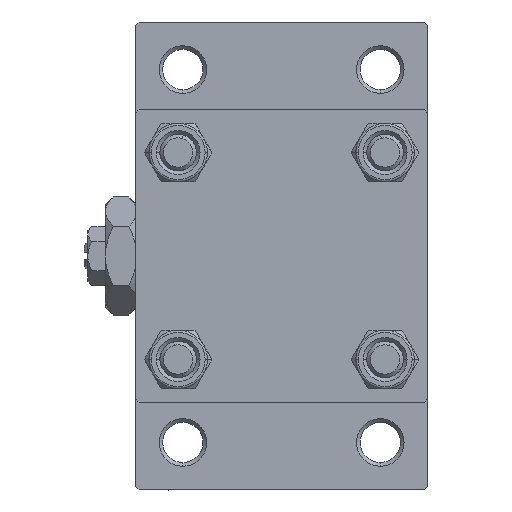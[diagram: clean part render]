
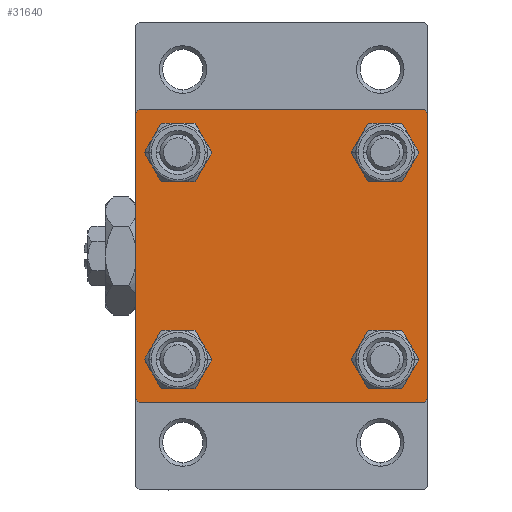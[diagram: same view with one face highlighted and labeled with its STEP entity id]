
A CAD part, left-side view. The second image highlights one B-rep face of the part: STEP entity #31640.
In plain terms, the highlighted planar face has unit normal (-1, 0, 0).
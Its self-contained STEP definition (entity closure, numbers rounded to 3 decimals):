
#443 = DIRECTION ( 'NONE',  ( 1., 0., 0. ) ) ;
#963 = CARTESIAN_POINT ( 'NONE',  ( 0., -14.15, 17.15 ) ) ;
#1185 = LINE ( 'NONE', #8886, #39981 ) ;
#1377 = DIRECTION ( 'NONE',  ( -1., 0., 0. ) ) ;
#1605 = AXIS2_PLACEMENT_3D ( 'NONE', #19015, #15289, #45567 ) ;
#2375 = ORIENTED_EDGE ( 'NONE', *, *, #34285, .T. ) ;
#2491 = ORIENTED_EDGE ( 'NONE', *, *, #38535, .T. ) ;
#2713 = LINE ( 'NONE', #33024, #46259 ) ;
#2783 = CIRCLE ( 'NONE', #13877, 3. ) ;
#2930 = DIRECTION ( 'NONE',  ( 0., 0., 1. ) ) ;
#2933 = DIRECTION ( 'NONE',  ( 1., 0., 0. ) ) ;
#3087 = ORIENTED_EDGE ( 'NONE', *, *, #23898, .T. ) ;
#3368 = EDGE_LOOP ( 'NONE', ( #2491, #7808 ) ) ;
#3458 = VERTEX_POINT ( 'NONE', #11129 ) ;
#3665 = DIRECTION ( 'NONE',  ( 0., 0., 1. ) ) ;
#3684 = DIRECTION ( 'NONE',  ( 0., 0., 1. ) ) ;
#4122 = DIRECTION ( 'NONE',  ( 0., 0., 1. ) ) ;
#4598 = DIRECTION ( 'NONE',  ( 0., 0., -1. ) ) ;
#5058 = VECTOR ( 'NONE', #18038, 1000. ) ;
#5089 = PLANE ( 'NONE',  #35984 ) ;
#5547 = EDGE_CURVE ( 'NONE', #26072, #6213, #31796, .T. ) ;
#6213 = VERTEX_POINT ( 'NONE', #8773 ) ;
#6424 = CARTESIAN_POINT ( 'NONE',  ( 0., 14.15, -11.15 ) ) ;
#6758 = VERTEX_POINT ( 'NONE', #963 ) ;
#7449 = DIRECTION ( 'NONE',  ( 1., 0., 0. ) ) ;
#7808 = ORIENTED_EDGE ( 'NONE', *, *, #12796, .T. ) ;
#8168 = EDGE_CURVE ( 'NONE', #15444, #23772, #2783, .T. ) ;
#8200 = VERTEX_POINT ( 'NONE', #12085 ) ;
#8773 = CARTESIAN_POINT ( 'NONE',  ( 0., 20., 19.5 ) ) ;
#8783 = CARTESIAN_POINT ( 'NONE',  ( 0., -19.5, -20. ) ) ;
#8886 = CARTESIAN_POINT ( 'NONE',  ( 0., 19.75, -19.75 ) ) ;
#9202 = DIRECTION ( 'NONE',  ( 0., 0.707, -0.707 ) ) ;
#9296 = CARTESIAN_POINT ( 'NONE',  ( 0., 19.5, 20. ) ) ;
#9843 = EDGE_CURVE ( 'NONE', #17992, #29857, #43143, .T. ) ;
#9937 = CARTESIAN_POINT ( 'NONE',  ( 0., 14.15, 17.15 ) ) ;
#9943 = ORIENTED_EDGE ( 'NONE', *, *, #8168, .T. ) ;
#9963 = CIRCLE ( 'NONE', #17072, 3. ) ;
#10653 = CARTESIAN_POINT ( 'NONE',  ( 0., -14.15, 14.15 ) ) ;
#10936 = VERTEX_POINT ( 'NONE', #9937 ) ;
#11129 = CARTESIAN_POINT ( 'NONE',  ( 0., -19.5, 20. ) ) ;
#11236 = VERTEX_POINT ( 'NONE', #18973 ) ;
#12058 = EDGE_CURVE ( 'NONE', #26072, #3458, #39927, .T. ) ;
#12065 = FACE_BOUND ( 'NONE', #40562, .T. ) ;
#12085 = CARTESIAN_POINT ( 'NONE',  ( 0., 20., -19.5 ) ) ;
#12223 = EDGE_CURVE ( 'NONE', #11236, #6758, #44139, .T. ) ;
#12312 = VECTOR ( 'NONE', #17075, 1000. ) ;
#12796 = EDGE_CURVE ( 'NONE', #15967, #43306, #48106, .T. ) ;
#13360 = DIRECTION ( 'NONE',  ( 0., -1., 0. ) ) ;
#13877 = AXIS2_PLACEMENT_3D ( 'NONE', #25778, #2933, #3665 ) ;
#13991 = CARTESIAN_POINT ( 'NONE',  ( 0., -20., 19.5 ) ) ;
#14305 = VECTOR ( 'NONE', #4598, 1000. ) ;
#14401 = ORIENTED_EDGE ( 'NONE', *, *, #9843, .T. ) ;
#14485 = CARTESIAN_POINT ( 'NONE',  ( 0., 14.15, 14.15 ) ) ;
#15289 = DIRECTION ( 'NONE',  ( 1., 0., 0. ) ) ;
#15444 = VERTEX_POINT ( 'NONE', #33447 ) ;
#15487 = EDGE_CURVE ( 'NONE', #23772, #15444, #28418, .T. ) ;
#15967 = VERTEX_POINT ( 'NONE', #18459 ) ;
#17019 = VERTEX_POINT ( 'NONE', #44485 ) ;
#17072 = AXIS2_PLACEMENT_3D ( 'NONE', #30523, #30043, #41458 ) ;
#17075 = DIRECTION ( 'NONE',  ( 0., -0.707, 0.707 ) ) ;
#17196 = VECTOR ( 'NONE', #13360, 1000. ) ;
#17761 = CARTESIAN_POINT ( 'NONE',  ( 0., 20., -20. ) ) ;
#17992 = VERTEX_POINT ( 'NONE', #8783 ) ;
#18038 = DIRECTION ( 'NONE',  ( 0., 0.707, 0.707 ) ) ;
#18459 = CARTESIAN_POINT ( 'NONE',  ( 0., -14.15, -17.15 ) ) ;
#18472 = ORIENTED_EDGE ( 'NONE', *, *, #15487, .T. ) ;
#18973 = CARTESIAN_POINT ( 'NONE',  ( 0., -14.15, 11.15 ) ) ;
#19015 = CARTESIAN_POINT ( 'NONE',  ( 0., 14.15, 14.15 ) ) ;
#20463 = EDGE_CURVE ( 'NONE', #17019, #10936, #30923, .T. ) ;
#20488 = EDGE_CURVE ( 'NONE', #6213, #8200, #30688, .T. ) ;
#21922 = ORIENTED_EDGE ( 'NONE', *, *, #35573, .T. ) ;
#22280 = AXIS2_PLACEMENT_3D ( 'NONE', #10653, #443, #3684 ) ;
#23237 = CARTESIAN_POINT ( 'NONE',  ( 0., 20., 20. ) ) ;
#23681 = VERTEX_POINT ( 'NONE', #13991 ) ;
#23772 = VERTEX_POINT ( 'NONE', #6424 ) ;
#23837 = VECTOR ( 'NONE', #32924, 1000. ) ;
#23898 = EDGE_CURVE ( 'NONE', #6758, #11236, #38927, .T. ) ;
#23983 = EDGE_CURVE ( 'NONE', #42337, #17992, #48289, .T. ) ;
#24299 = CARTESIAN_POINT ( 'NONE',  ( 0., -19.75, -19.75 ) ) ;
#24581 = DIRECTION ( 'NONE',  ( 0., 0., -1. ) ) ;
#24991 = CARTESIAN_POINT ( 'NONE',  ( 0., 19.5, -20. ) ) ;
#25283 = CARTESIAN_POINT ( 'NONE',  ( 0., 20., 20. ) ) ;
#25778 = CARTESIAN_POINT ( 'NONE',  ( 0., 14.15, -14.15 ) ) ;
#26072 = VERTEX_POINT ( 'NONE', #9296 ) ;
#28172 = VECTOR ( 'NONE', #9202, 1000. ) ;
#28418 = CIRCLE ( 'NONE', #43465, 3. ) ;
#28454 = ORIENTED_EDGE ( 'NONE', *, *, #20463, .T. ) ;
#28657 = DIRECTION ( 'NONE',  ( 0., 0., 1. ) ) ;
#29208 = CIRCLE ( 'NONE', #29991, 3. ) ;
#29388 = DIRECTION ( 'NONE',  ( 1., 0., 0. ) ) ;
#29470 = LINE ( 'NONE', #48554, #5058 ) ;
#29857 = VERTEX_POINT ( 'NONE', #39043 ) ;
#29991 = AXIS2_PLACEMENT_3D ( 'NONE', #14485, #29388, #28657 ) ;
#30043 = DIRECTION ( 'NONE',  ( 1., 0., 0. ) ) ;
#30523 = CARTESIAN_POINT ( 'NONE',  ( 0., -14.15, -14.15 ) ) ;
#30635 = ORIENTED_EDGE ( 'NONE', *, *, #48113, .T. ) ;
#30688 = LINE ( 'NONE', #23237, #14305 ) ;
#30699 = FACE_OUTER_BOUND ( 'NONE', #41733, .T. ) ;
#30923 = CIRCLE ( 'NONE', #1605, 3. ) ;
#31118 = EDGE_CURVE ( 'NONE', #23681, #29857, #2713, .T. ) ;
#31458 = AXIS2_PLACEMENT_3D ( 'NONE', #41161, #41646, #2930 ) ;
#31640 = ADVANCED_FACE ( 'NONE', ( #42345, #46788, #39110, #12065, #30699 ), #5089, .T. ) ;
#31674 = ORIENTED_EDGE ( 'NONE', *, *, #20488, .T. ) ;
#31796 = LINE ( 'NONE', #36511, #28172 ) ;
#32924 = DIRECTION ( 'NONE',  ( 0., -1., 0. ) ) ;
#33024 = CARTESIAN_POINT ( 'NONE',  ( 0., -20., 20. ) ) ;
#33447 = CARTESIAN_POINT ( 'NONE',  ( 0., 14.15, -17.15 ) ) ;
#34285 = EDGE_CURVE ( 'NONE', #23681, #3458, #29470, .T. ) ;
#35396 = CARTESIAN_POINT ( 'NONE',  ( 0., 0., 0. ) ) ;
#35458 = ORIENTED_EDGE ( 'NONE', *, *, #5547, .T. ) ;
#35573 = EDGE_CURVE ( 'NONE', #8200, #42337, #1185, .T. ) ;
#35984 = AXIS2_PLACEMENT_3D ( 'NONE', #35396, #1377, #4122 ) ;
#36511 = CARTESIAN_POINT ( 'NONE',  ( 0., 19.75, 19.75 ) ) ;
#37175 = CARTESIAN_POINT ( 'NONE',  ( 0., -14.15, -11.15 ) ) ;
#38535 = EDGE_CURVE ( 'NONE', #43306, #15967, #9963, .T. ) ;
#38757 = ORIENTED_EDGE ( 'NONE', *, *, #12058, .F. ) ;
#38927 = CIRCLE ( 'NONE', #22280, 3. ) ;
#39043 = CARTESIAN_POINT ( 'NONE',  ( 0., -20., -19.5 ) ) ;
#39110 = FACE_BOUND ( 'NONE', #45857, .T. ) ;
#39927 = LINE ( 'NONE', #25283, #17196 ) ;
#39962 = DIRECTION ( 'NONE',  ( 0., 0., 1. ) ) ;
#39981 = VECTOR ( 'NONE', #43378, 1000. ) ;
#40209 = AXIS2_PLACEMENT_3D ( 'NONE', #41470, #7449, #45178 ) ;
#40562 = EDGE_LOOP ( 'NONE', ( #30635, #28454 ) ) ;
#41134 = DIRECTION ( 'NONE',  ( 1., 0., 0. ) ) ;
#41161 = CARTESIAN_POINT ( 'NONE',  ( 0., -14.15, 14.15 ) ) ;
#41458 = DIRECTION ( 'NONE',  ( 0., 0., 1. ) ) ;
#41470 = CARTESIAN_POINT ( 'NONE',  ( 0., -14.15, -14.15 ) ) ;
#41646 = DIRECTION ( 'NONE',  ( 1., 0., 0. ) ) ;
#41733 = EDGE_LOOP ( 'NONE', ( #31674, #21922, #45225, #14401, #43110, #2375, #38757, #35458 ) ) ;
#42337 = VERTEX_POINT ( 'NONE', #24991 ) ;
#42345 = FACE_BOUND ( 'NONE', #47219, .T. ) ;
#43110 = ORIENTED_EDGE ( 'NONE', *, *, #31118, .F. ) ;
#43143 = LINE ( 'NONE', #24299, #12312 ) ;
#43306 = VERTEX_POINT ( 'NONE', #37175 ) ;
#43378 = DIRECTION ( 'NONE',  ( 0., -0.707, -0.707 ) ) ;
#43432 = CARTESIAN_POINT ( 'NONE',  ( 0., 14.15, -14.15 ) ) ;
#43465 = AXIS2_PLACEMENT_3D ( 'NONE', #43432, #41134, #39962 ) ;
#44139 = CIRCLE ( 'NONE', #31458, 3. ) ;
#44485 = CARTESIAN_POINT ( 'NONE',  ( 0., 14.15, 11.15 ) ) ;
#45178 = DIRECTION ( 'NONE',  ( 0., 0., 1. ) ) ;
#45225 = ORIENTED_EDGE ( 'NONE', *, *, #23983, .T. ) ;
#45567 = DIRECTION ( 'NONE',  ( 0., 0., 1. ) ) ;
#45857 = EDGE_LOOP ( 'NONE', ( #18472, #9943 ) ) ;
#46110 = ORIENTED_EDGE ( 'NONE', *, *, #12223, .T. ) ;
#46259 = VECTOR ( 'NONE', #24581, 1000. ) ;
#46788 = FACE_BOUND ( 'NONE', #3368, .T. ) ;
#47219 = EDGE_LOOP ( 'NONE', ( #3087, #46110 ) ) ;
#48106 = CIRCLE ( 'NONE', #40209, 3. ) ;
#48113 = EDGE_CURVE ( 'NONE', #10936, #17019, #29208, .T. ) ;
#48289 = LINE ( 'NONE', #17761, #23837 ) ;
#48554 = CARTESIAN_POINT ( 'NONE',  ( 0., -19.75, 19.75 ) ) ;
